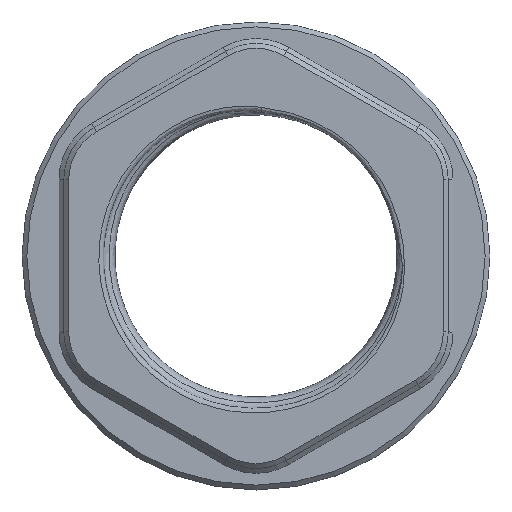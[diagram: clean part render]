
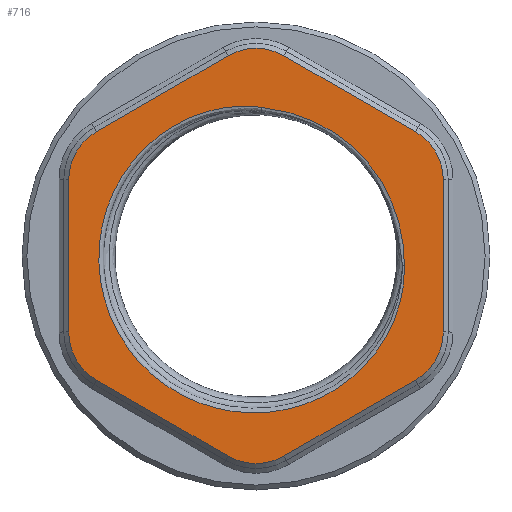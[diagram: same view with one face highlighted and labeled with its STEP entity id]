
A CAD part, top view. The second image highlights one B-rep face of the part: STEP entity #716.
In plain terms, the highlighted planar face has unit normal (0, 0, 1).
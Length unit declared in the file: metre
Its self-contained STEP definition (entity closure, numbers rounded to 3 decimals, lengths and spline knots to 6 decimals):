
#33=LINE('',#2043,#93);
#34=LINE('',#2047,#94);
#35=LINE('',#2051,#95);
#36=LINE('',#2055,#96);
#37=LINE('',#2059,#97);
#38=LINE('',#2063,#98);
#93=VECTOR('',#860,1.);
#94=VECTOR('',#863,1.);
#95=VECTOR('',#866,1.);
#96=VECTOR('',#869,1.);
#97=VECTOR('',#872,1.);
#98=VECTOR('',#875,1.);
#170=B_SPLINE_CURVE_WITH_KNOTS('',3,(#2064,#2065,#2066,#2067,#2068,#2069,
#2070,#2071,#2072,#2073,#2074),.UNSPECIFIED.,.F.,.F.,(4,1,1,1,1,1,1,1,4),
(0.,0.007555,0.015111,0.022666,0.030221,
0.037777,0.045332,0.052888,0.060443),
 .UNSPECIFIED.);
#171=B_SPLINE_CURVE_WITH_KNOTS('',3,(#2077,#2078,#2079,#2080,#2081,#2082,
#2083,#2084,#2085,#2086,#2087),.UNSPECIFIED.,.F.,.F.,(4,1,1,1,1,1,1,1,4),
(0.,0.002436,0.004872,0.007308,
0.009743,0.012179,0.014615,0.017051,
0.019487),.UNSPECIFIED.);
#185=ORIENTED_EDGE('',*,*,#393,.T.);
#186=ORIENTED_EDGE('',*,*,#394,.T.);
#187=ORIENTED_EDGE('',*,*,#395,.T.);
#188=ORIENTED_EDGE('',*,*,#396,.T.);
#189=ORIENTED_EDGE('',*,*,#397,.T.);
#190=ORIENTED_EDGE('',*,*,#398,.T.);
#191=ORIENTED_EDGE('',*,*,#399,.T.);
#192=ORIENTED_EDGE('',*,*,#400,.T.);
#193=ORIENTED_EDGE('',*,*,#401,.T.);
#194=ORIENTED_EDGE('',*,*,#402,.T.);
#195=ORIENTED_EDGE('',*,*,#403,.T.);
#196=ORIENTED_EDGE('',*,*,#404,.T.);
#197=ORIENTED_EDGE('',*,*,#405,.T.);
#198=ORIENTED_EDGE('',*,*,#406,.T.);
#393=EDGE_CURVE('',#496,#497,#550,.T.);
#394=EDGE_CURVE('',#497,#498,#33,.T.);
#395=EDGE_CURVE('',#498,#499,#551,.T.);
#396=EDGE_CURVE('',#499,#500,#34,.T.);
#397=EDGE_CURVE('',#500,#501,#552,.T.);
#398=EDGE_CURVE('',#501,#502,#35,.T.);
#399=EDGE_CURVE('',#502,#503,#553,.T.);
#400=EDGE_CURVE('',#503,#504,#36,.T.);
#401=EDGE_CURVE('',#504,#505,#554,.T.);
#402=EDGE_CURVE('',#505,#506,#37,.T.);
#403=EDGE_CURVE('',#506,#507,#555,.T.);
#404=EDGE_CURVE('',#507,#496,#38,.T.);
#405=EDGE_CURVE('',#508,#509,#170,.T.);
#406=EDGE_CURVE('',#509,#508,#171,.T.);
#496=VERTEX_POINT('',#2041);
#497=VERTEX_POINT('',#2042);
#498=VERTEX_POINT('',#2044);
#499=VERTEX_POINT('',#2046);
#500=VERTEX_POINT('',#2048);
#501=VERTEX_POINT('',#2050);
#502=VERTEX_POINT('',#2052);
#503=VERTEX_POINT('',#2054);
#504=VERTEX_POINT('',#2056);
#505=VERTEX_POINT('',#2058);
#506=VERTEX_POINT('',#2060);
#507=VERTEX_POINT('',#2062);
#508=VERTEX_POINT('',#2075);
#509=VERTEX_POINT('',#2076);
#550=CIRCLE('',#778,0.0046);
#551=CIRCLE('',#779,0.0046);
#552=CIRCLE('',#780,0.0046);
#553=CIRCLE('',#781,0.0046);
#554=CIRCLE('',#782,0.0046);
#555=CIRCLE('',#783,0.0046);
#586=EDGE_LOOP('',(#185,#186,#187,#188,#189,#190,#191,#192,#193,#194,#195,
#196));
#587=EDGE_LOOP('',(#197,#198));
#641=FACE_BOUND('',#586,.T.);
#642=FACE_BOUND('',#587,.T.);
#693=PLANE('',#777);
#716=ADVANCED_FACE('',(#641,#642),#693,.T.);
#777=AXIS2_PLACEMENT_3D('',#2039,#856,#857);
#778=AXIS2_PLACEMENT_3D('',#2040,#858,#859);
#779=AXIS2_PLACEMENT_3D('',#2045,#861,#862);
#780=AXIS2_PLACEMENT_3D('',#2049,#864,#865);
#781=AXIS2_PLACEMENT_3D('',#2053,#867,#868);
#782=AXIS2_PLACEMENT_3D('',#2057,#870,#871);
#783=AXIS2_PLACEMENT_3D('',#2061,#873,#874);
#856=DIRECTION('',(0.,0.,1.));
#857=DIRECTION('',(0.,-1.,0.));
#858=DIRECTION('',(0.,0.,1.));
#859=DIRECTION('',(0.,-1.,0.));
#860=DIRECTION('',(0.866,0.5,0.));
#861=DIRECTION('',(0.,0.,1.));
#862=DIRECTION('',(0.,-1.,0.));
#863=DIRECTION('',(0.,1.,0.));
#864=DIRECTION('',(0.,0.,1.));
#865=DIRECTION('',(0.,-1.,0.));
#866=DIRECTION('',(-0.866,0.5,0.));
#867=DIRECTION('',(0.,0.,1.));
#868=DIRECTION('',(0.,-1.,0.));
#869=DIRECTION('',(-0.866,-0.5,0.));
#870=DIRECTION('',(0.,0.,1.));
#871=DIRECTION('',(0.,-1.,0.));
#872=DIRECTION('',(0.,-1.,0.));
#873=DIRECTION('',(0.,0.,1.));
#874=DIRECTION('',(0.,-1.,0.));
#875=DIRECTION('',(0.866,-0.5,0.));
#2039=CARTESIAN_POINT('',(0.,0.,0.006));
#2040=CARTESIAN_POINT('',(0.,-0.012576,0.006));
#2041=CARTESIAN_POINT('',(-0.0023,-0.01656,0.006));
#2042=CARTESIAN_POINT('',(0.0023,-0.01656,0.006));
#2043=CARTESIAN_POINT('',(0.013192,-0.010272,0.006));
#2044=CARTESIAN_POINT('',(0.013192,-0.010272,0.006));
#2045=CARTESIAN_POINT('',(0.010892,-0.006288,0.006));
#2046=CARTESIAN_POINT('',(0.015492,-0.006288,0.006));
#2047=CARTESIAN_POINT('',(0.015492,0.006288,0.006));
#2048=CARTESIAN_POINT('',(0.015492,0.006288,0.006));
#2049=CARTESIAN_POINT('',(0.010892,0.006288,0.006));
#2050=CARTESIAN_POINT('',(0.013192,0.010272,0.006));
#2051=CARTESIAN_POINT('',(0.0023,0.01656,0.006));
#2052=CARTESIAN_POINT('',(0.0023,0.01656,0.006));
#2053=CARTESIAN_POINT('',(0.,0.012576,0.006));
#2054=CARTESIAN_POINT('',(-0.0023,0.01656,0.006));
#2055=CARTESIAN_POINT('',(-0.013192,0.010272,0.006));
#2056=CARTESIAN_POINT('',(-0.013192,0.010272,0.006));
#2057=CARTESIAN_POINT('',(-0.010892,0.006288,0.006));
#2058=CARTESIAN_POINT('',(-0.015492,0.006288,0.006));
#2059=CARTESIAN_POINT('',(-0.015492,-0.006288,0.006));
#2060=CARTESIAN_POINT('',(-0.015492,-0.006288,0.006));
#2061=CARTESIAN_POINT('',(-0.010892,-0.006288,0.006));
#2062=CARTESIAN_POINT('',(-0.013192,-0.010272,0.006));
#2063=CARTESIAN_POINT('',(-0.0023,-0.01656,0.006));
#2064=CARTESIAN_POINT('',(0.012277,-0.000806,0.006));
#2065=CARTESIAN_POINT('',(0.012344,-0.00334,0.006));
#2066=CARTESIAN_POINT('',(0.010627,-0.00833,0.006));
#2067=CARTESIAN_POINT('',(0.004289,-0.012995,0.006));
#2068=CARTESIAN_POINT('',(-0.003555,-0.013307,0.006));
#2069=CARTESIAN_POINT('',(-0.010265,-0.009231,0.006));
#2070=CARTESIAN_POINT('',(-0.013612,-0.002121,0.006));
#2071=CARTESIAN_POINT('',(-0.012459,0.005656,0.006));
#2072=CARTESIAN_POINT('',(-0.00716,0.01144,0.006));
#2073=CARTESIAN_POINT('',(-0.002022,0.012634,0.006));
#2074=CARTESIAN_POINT('',(0.000493,0.012294,0.006));
#2075=CARTESIAN_POINT('',(0.012277,-0.000806,0.006));
#2076=CARTESIAN_POINT('',(0.000493,0.012294,0.006));
#2077=CARTESIAN_POINT('',(0.000493,0.012294,0.006));
#2078=CARTESIAN_POINT('',(0.001297,0.012185,0.006));
#2079=CARTESIAN_POINT('',(0.002906,0.011889,0.006));
#2080=CARTESIAN_POINT('',(0.005157,0.011027,0.006));
#2081=CARTESIAN_POINT('',(0.007237,0.009744,0.006));
#2082=CARTESIAN_POINT('',(0.009009,0.008119,0.006));
#2083=CARTESIAN_POINT('',(0.010464,0.006151,0.006));
#2084=CARTESIAN_POINT('',(0.011501,0.003983,0.006));
#2085=CARTESIAN_POINT('',(0.012136,0.00162,0.006));
#2086=CARTESIAN_POINT('',(0.012256,0.000006,0.006));
#2087=CARTESIAN_POINT('',(0.012277,-0.000806,0.006));
